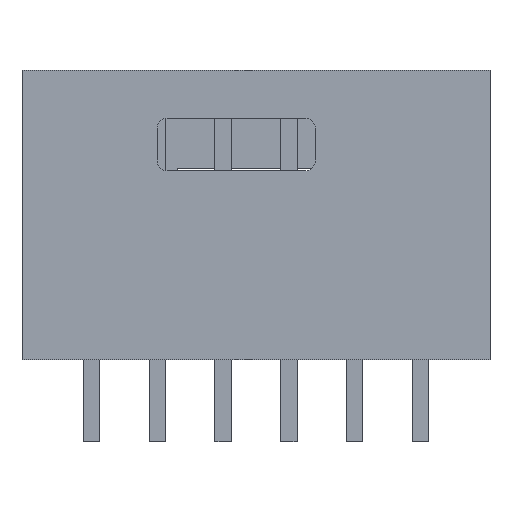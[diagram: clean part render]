
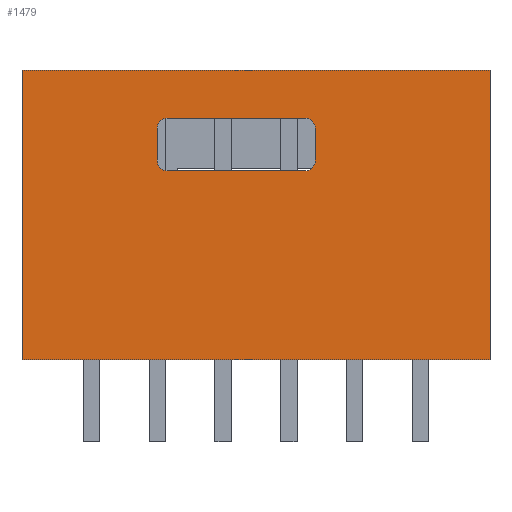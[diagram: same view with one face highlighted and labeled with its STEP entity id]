
A CAD part, front view. The second image highlights one B-rep face of the part: STEP entity #1479.
In plain terms, the highlighted planar face has unit normal (0, -1, 0).
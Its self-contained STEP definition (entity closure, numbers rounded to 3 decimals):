
#72=DIRECTION('',(0.,0.,-1.));
#73=VECTOR('',#72,11.176);
#74=CARTESIAN_POINT('',(-9.042,-4.572,0.));
#75=LINE('',#74,#73);
#78=CARTESIAN_POINT('',(-9.042,-4.572,-11.176));
#80=DIRECTION('',(0.,0.,1.));
#84=DIRECTION('',(0.,-1.,0.));
#100=DIRECTION('',(1.,0.,0.));
#101=VECTOR('',#100,18.085);
#102=LINE('',#74,#101);
#103=CARTESIAN_POINT('',(-3.429,-4.572,-2.235));
#104=AXIS2_PLACEMENT_3D('',#103,#84,#80);
#105=VECTOR('',#72,1.27);
#106=CARTESIAN_POINT('',(-3.81,-4.572,-2.235));
#107=LINE('',#106,#105);
#108=CARTESIAN_POINT('',(-3.429,-4.572,-3.505));
#109=DIRECTION('',(-1.,0.,0.));
#110=AXIS2_PLACEMENT_3D('',#108,#84,#109);
#111=VECTOR('',#100,5.334);
#112=CARTESIAN_POINT('',(-3.429,-4.572,-3.886));
#113=LINE('',#112,#111);
#114=CARTESIAN_POINT('',(1.905,-4.572,-3.505));
#115=AXIS2_PLACEMENT_3D('',#114,#84,#72);
#116=VECTOR('',#80,1.27);
#117=CARTESIAN_POINT('',(2.286,-4.572,-3.505));
#118=LINE('',#117,#116);
#119=CARTESIAN_POINT('',(1.905,-4.572,-2.235));
#120=AXIS2_PLACEMENT_3D('',#119,#84,#100);
#121=VECTOR('',#109,5.334);
#122=CARTESIAN_POINT('',(1.905,-4.572,-1.854));
#123=LINE('',#122,#121);
#185=CARTESIAN_POINT('',(-3.429,-4.572,-1.854));
#188=CARTESIAN_POINT('',(2.286,-4.572,-2.235));
#191=CARTESIAN_POINT('',(1.905,-4.572,-3.886));
#194=CARTESIAN_POINT('',(-3.81,-4.572,-3.505));
#231=CARTESIAN_POINT('',(9.042,-4.572,0.));
#232=LINE('',#231,#73);
#245=CARTESIAN_POINT('',(9.042,-4.572,-11.176));
#286=LINE('',#78,#101);
#1061=VERTEX_POINT('',#74);
#1062=VERTEX_POINT('',#78);
#1069=VERTEX_POINT('',#231);
#1070=VERTEX_POINT('',#245);
#1105=VERTEX_POINT('',#185);
#1106=VERTEX_POINT('',#106);
#1107=VERTEX_POINT('',#194);
#1108=VERTEX_POINT('',#112);
#1109=VERTEX_POINT('',#191);
#1110=VERTEX_POINT('',#117);
#1111=VERTEX_POINT('',#188);
#1112=VERTEX_POINT('',#122);
#1461=AXIS2_PLACEMENT_3D('',#74,#84,#72);
#1462=PLANE('',#1461);
#1463=ORIENTED_EDGE('',*,*,#3650,.F.);
#1464=ORIENTED_EDGE('',*,*,#3658,.T.);
#1465=ORIENTED_EDGE('',*,*,#3659,.T.);
#1466=ORIENTED_EDGE('',*,*,#3660,.F.);
#1467=EDGE_LOOP('',(#1463,#1464,#1465,#1466));
#1468=FACE_OUTER_BOUND('',#1467,.F.);
#1469=ORIENTED_EDGE('',*,*,#3661,.T.);
#1470=ORIENTED_EDGE('',*,*,#3662,.T.);
#1471=ORIENTED_EDGE('',*,*,#3663,.T.);
#1472=ORIENTED_EDGE('',*,*,#3664,.T.);
#1473=ORIENTED_EDGE('',*,*,#3665,.T.);
#1474=ORIENTED_EDGE('',*,*,#3666,.T.);
#1475=ORIENTED_EDGE('',*,*,#3667,.T.);
#1476=ORIENTED_EDGE('',*,*,#3668,.T.);
#1477=EDGE_LOOP('',(#1469,#1470,#1471,#1472,#1473,#1474,#1475,#1476));
#1478=FACE_BOUND('',#1477,.F.);
#1479=ADVANCED_FACE('',(#1468,#1478),#1462,.T.);
#3642=CIRCLE('',#104,0.381);
#3643=CIRCLE('',#110,0.381);
#3644=CIRCLE('',#115,0.381);
#3645=CIRCLE('',#120,0.381);
#3650=EDGE_CURVE('',#1061,#1062,#75,.T.);
#3658=EDGE_CURVE('',#1061,#1069,#102,.T.);
#3659=EDGE_CURVE('',#1069,#1070,#232,.T.);
#3660=EDGE_CURVE('',#1062,#1070,#286,.T.);
#3661=EDGE_CURVE('',#1105,#1106,#3642,.T.);
#3662=EDGE_CURVE('',#1106,#1107,#107,.T.);
#3663=EDGE_CURVE('',#1107,#1108,#3643,.T.);
#3664=EDGE_CURVE('',#1108,#1109,#113,.T.);
#3665=EDGE_CURVE('',#1109,#1110,#3644,.T.);
#3666=EDGE_CURVE('',#1110,#1111,#118,.T.);
#3667=EDGE_CURVE('',#1111,#1112,#3645,.T.);
#3668=EDGE_CURVE('',#1112,#1105,#123,.T.);
